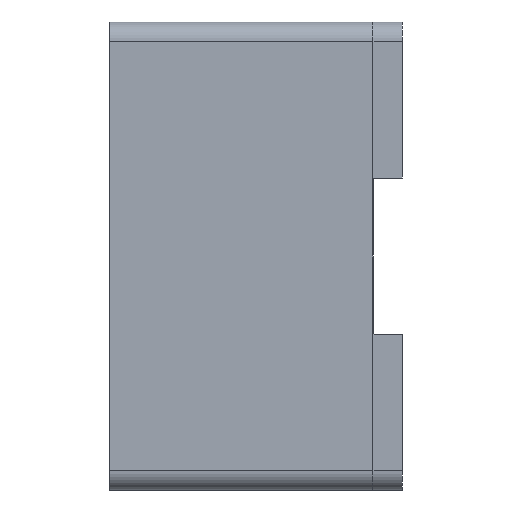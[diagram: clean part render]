
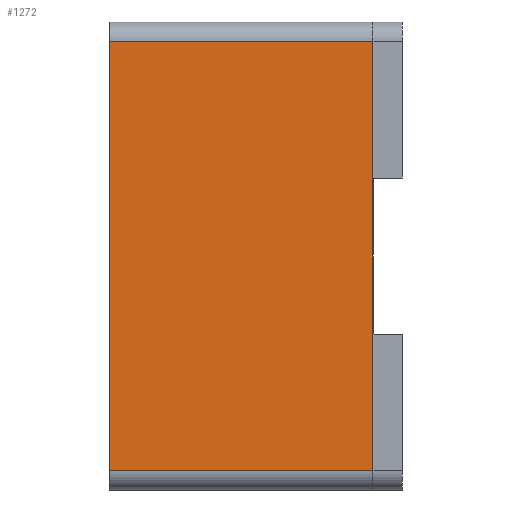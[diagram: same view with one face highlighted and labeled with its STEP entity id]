
A CAD part, left-side view. The second image highlights one B-rep face of the part: STEP entity #1272.
In plain terms, the highlighted planar face has unit normal (-1, 0, 0).
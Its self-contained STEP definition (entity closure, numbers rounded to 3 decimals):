
#35 = ORIENTED_EDGE ( 'NONE', *, *, #516, .F. ) ;
#124 = AXIS2_PLACEMENT_3D ( 'NONE', #1138, #811, #920 ) ;
#139 = LINE ( 'NONE', #1221, #1214 ) ;
#173 = VECTOR ( 'NONE', #825, 1000. ) ;
#174 = ORIENTED_EDGE ( 'NONE', *, *, #633, .F. ) ;
#283 = ORIENTED_EDGE ( 'NONE', *, *, #485, .T. ) ;
#438 = VERTEX_POINT ( 'NONE', #547 ) ;
#485 = EDGE_CURVE ( 'NONE', #1006, #438, #937, .T. ) ;
#516 = EDGE_CURVE ( 'NONE', #623, #566, #139, .T. ) ;
#547 = CARTESIAN_POINT ( 'NONE',  ( -2.4, 0.3, -2.2 ) ) ;
#566 = VERTEX_POINT ( 'NONE', #705 ) ;
#568 = CARTESIAN_POINT ( 'NONE',  ( -2.4, 0.3, -2.2 ) ) ;
#605 = EDGE_CURVE ( 'NONE', #438, #566, #740, .T. ) ;
#606 = PLANE ( 'NONE',  #124 ) ;
#614 = FACE_OUTER_BOUND ( 'NONE', #1101, .T. ) ;
#621 = DIRECTION ( 'NONE',  ( 0., -1., 0. ) ) ;
#623 = VERTEX_POINT ( 'NONE', #1294 ) ;
#633 = EDGE_CURVE ( 'NONE', #1006, #623, #681, .T. ) ;
#634 = VECTOR ( 'NONE', #670, 1000. ) ;
#670 = DIRECTION ( 'NONE',  ( 0., 0., 1. ) ) ;
#681 = LINE ( 'NONE', #885, #634 ) ;
#705 = CARTESIAN_POINT ( 'NONE',  ( -2.4, 0.3, 2.2 ) ) ;
#740 = LINE ( 'NONE', #568, #911 ) ;
#811 = DIRECTION ( 'NONE',  ( 1., 0., 0. ) ) ;
#825 = DIRECTION ( 'NONE',  ( 0., -1., 0. ) ) ;
#885 = CARTESIAN_POINT ( 'NONE',  ( -2.4, 3., -2.2 ) ) ;
#911 = VECTOR ( 'NONE', #1090, 1000. ) ;
#919 = CARTESIAN_POINT ( 'NONE',  ( -2.4, 12.788, -2.2 ) ) ;
#920 = DIRECTION ( 'NONE',  ( 0., 0., -1. ) ) ;
#937 = LINE ( 'NONE', #919, #173 ) ;
#975 = CARTESIAN_POINT ( 'NONE',  ( -2.4, 3., -2.2 ) ) ;
#1006 = VERTEX_POINT ( 'NONE', #975 ) ;
#1090 = DIRECTION ( 'NONE',  ( 0., 0., 1. ) ) ;
#1101 = EDGE_LOOP ( 'NONE', ( #174, #283, #1190, #35 ) ) ;
#1138 = CARTESIAN_POINT ( 'NONE',  ( -2.4, 12.788, -2.2 ) ) ;
#1190 = ORIENTED_EDGE ( 'NONE', *, *, #605, .T. ) ;
#1214 = VECTOR ( 'NONE', #621, 1000. ) ;
#1221 = CARTESIAN_POINT ( 'NONE',  ( -2.4, 12.788, 2.2 ) ) ;
#1272 = ADVANCED_FACE ( 'NONE', ( #614 ), #606, .F. ) ;
#1294 = CARTESIAN_POINT ( 'NONE',  ( -2.4, 3., 2.2 ) ) ;
